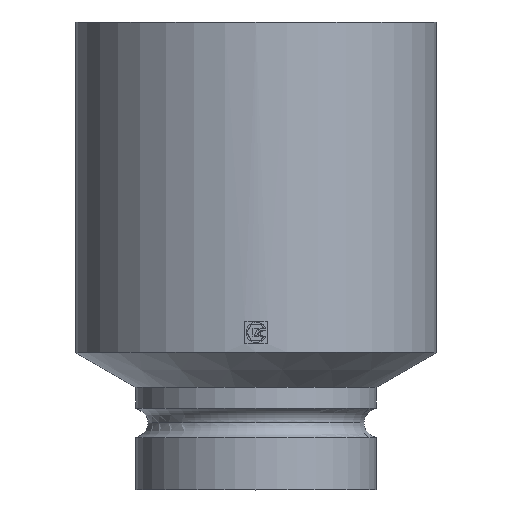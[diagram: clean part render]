
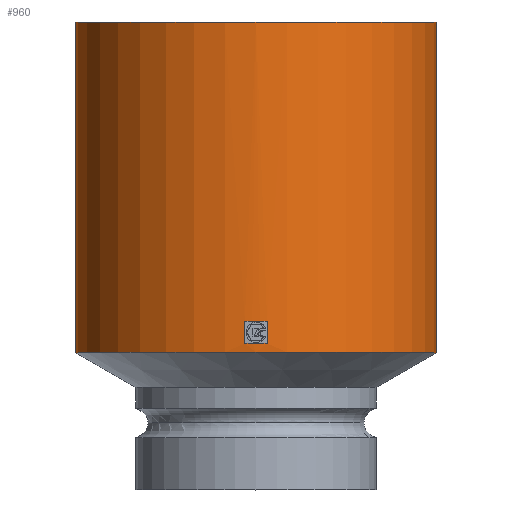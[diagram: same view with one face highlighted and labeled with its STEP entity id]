
A CAD part, top view. The second image highlights one B-rep face of the part: STEP entity #960.
In plain terms, the highlighted cylindrical face has radius 40.5 mm (diameter 81 mm), a partial arc.
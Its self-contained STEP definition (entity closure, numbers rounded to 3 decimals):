
#5 = DIRECTION ( 'NONE',  ( 0., -1., 0. ) ) ;
#14 = CARTESIAN_POINT ( 'NONE',  ( 0., 30.794, 0. ) ) ;
#68 = EDGE_CURVE ( 'NONE', #980, #723, #1601, .T. ) ;
#82 = DIRECTION ( 'NONE',  ( 0., -1., 0. ) ) ;
#122 = CARTESIAN_POINT ( 'NONE',  ( -2.498, 37.77, 40.423 ) ) ;
#138 = EDGE_LOOP ( 'NONE', ( #1153, #379, #1287, #746 ) ) ;
#253 = AXIS2_PLACEMENT_3D ( 'NONE', #1304, #82, #1145 ) ;
#268 = ORIENTED_EDGE ( 'NONE', *, *, #471, .T. ) ;
#284 = VECTOR ( 'NONE', #1534, 1000. ) ;
#307 = VERTEX_POINT ( 'NONE', #381 ) ;
#341 = DIRECTION ( 'NONE',  ( -0.062, 0., 0.998 ) ) ;
#345 = VERTEX_POINT ( 'NONE', #769 ) ;
#362 = CARTESIAN_POINT ( 'NONE',  ( 40.5, 105., 0. ) ) ;
#379 = ORIENTED_EDGE ( 'NONE', *, *, #1576, .T. ) ;
#381 = CARTESIAN_POINT ( 'NONE',  ( -2.498, 37.77, 40.423 ) ) ;
#422 = DIRECTION ( 'NONE',  ( 1., 0., 0. ) ) ;
#471 = EDGE_CURVE ( 'NONE', #345, #642, #612, .T. ) ;
#514 = LINE ( 'NONE', #1055, #1620 ) ;
#526 = CARTESIAN_POINT ( 'NONE',  ( 40.5, 30.794, 0. ) ) ;
#535 = ORIENTED_EDGE ( 'NONE', *, *, #1541, .F. ) ;
#544 = DIRECTION ( 'NONE',  ( 1., 0., 0. ) ) ;
#571 = CARTESIAN_POINT ( 'NONE',  ( 40.5, 2.042, 0. ) ) ;
#612 = CIRCLE ( 'NONE', #1356, 40.5 ) ;
#642 = VERTEX_POINT ( 'NONE', #1735 ) ;
#662 = CARTESIAN_POINT ( 'NONE',  ( 0., 32.794, 0. ) ) ;
#675 = AXIS2_PLACEMENT_3D ( 'NONE', #1748, #780, #341 ) ;
#692 = EDGE_CURVE ( 'NONE', #307, #642, #1229, .T. ) ;
#702 = DIRECTION ( 'NONE',  ( 0., -1., 0. ) ) ;
#717 = LINE ( 'NONE', #571, #284 ) ;
#723 = VERTEX_POINT ( 'NONE', #1202 ) ;
#746 = ORIENTED_EDGE ( 'NONE', *, *, #1683, .F. ) ;
#764 = CIRCLE ( 'NONE', #253, 40.5 ) ;
#769 = CARTESIAN_POINT ( 'NONE',  ( 2.498, 32.794, 40.423 ) ) ;
#775 = ORIENTED_EDGE ( 'NONE', *, *, #1111, .F. ) ;
#780 = DIRECTION ( 'NONE',  ( 0., -1., 0. ) ) ;
#823 = AXIS2_PLACEMENT_3D ( 'NONE', #14, #1524, #544 ) ;
#861 = VERTEX_POINT ( 'NONE', #1612 ) ;
#867 = CARTESIAN_POINT ( 'NONE',  ( -40.5, 105., 0. ) ) ;
#930 = CYLINDRICAL_SURFACE ( 'NONE', #1737, 40.5 ) ;
#957 = EDGE_LOOP ( 'NONE', ( #961, #535, #775, #268 ) ) ;
#960 = ADVANCED_FACE ( 'NONE', ( #1778, #1483 ), #930, .T. ) ;
#961 = ORIENTED_EDGE ( 'NONE', *, *, #692, .F. ) ;
#980 = VERTEX_POINT ( 'NONE', #526 ) ;
#982 = DIRECTION ( 'NONE',  ( 0., -1., 0. ) ) ;
#1046 = CIRCLE ( 'NONE', #675, 40.5 ) ;
#1055 = CARTESIAN_POINT ( 'NONE',  ( 2.498, 32.794, 40.423 ) ) ;
#1086 = EDGE_CURVE ( 'NONE', #1493, #1516, #764, .T. ) ;
#1087 = DIRECTION ( 'NONE',  ( -0.062, 0., 0.998 ) ) ;
#1111 = EDGE_CURVE ( 'NONE', #345, #861, #514, .T. ) ;
#1145 = DIRECTION ( 'NONE',  ( 1., 0., 0. ) ) ;
#1153 = ORIENTED_EDGE ( 'NONE', *, *, #1086, .T. ) ;
#1165 = VECTOR ( 'NONE', #5, 1000. ) ;
#1202 = CARTESIAN_POINT ( 'NONE',  ( -40.5, 30.794, 0. ) ) ;
#1229 = LINE ( 'NONE', #122, #1165 ) ;
#1287 = ORIENTED_EDGE ( 'NONE', *, *, #68, .F. ) ;
#1304 = CARTESIAN_POINT ( 'NONE',  ( 0., 105., 0. ) ) ;
#1345 = CARTESIAN_POINT ( 'NONE',  ( 0., 2.042, 0. ) ) ;
#1356 = AXIS2_PLACEMENT_3D ( 'NONE', #662, #702, #1087 ) ;
#1360 = DIRECTION ( 'NONE',  ( 0., -1., 0. ) ) ;
#1386 = LINE ( 'NONE', #1671, #1396 ) ;
#1396 = VECTOR ( 'NONE', #982, 1000. ) ;
#1483 = FACE_OUTER_BOUND ( 'NONE', #138, .T. ) ;
#1493 = VERTEX_POINT ( 'NONE', #362 ) ;
#1516 = VERTEX_POINT ( 'NONE', #867 ) ;
#1524 = DIRECTION ( 'NONE',  ( 0., -1., 0. ) ) ;
#1534 = DIRECTION ( 'NONE',  ( 0., -1., 0. ) ) ;
#1541 = EDGE_CURVE ( 'NONE', #861, #307, #1046, .T. ) ;
#1576 = EDGE_CURVE ( 'NONE', #1516, #723, #1386, .T. ) ;
#1599 = DIRECTION ( 'NONE',  ( 0., 1., 0. ) ) ;
#1601 = CIRCLE ( 'NONE', #823, 40.5 ) ;
#1612 = CARTESIAN_POINT ( 'NONE',  ( 2.498, 37.77, 40.423 ) ) ;
#1620 = VECTOR ( 'NONE', #1599, 1000. ) ;
#1671 = CARTESIAN_POINT ( 'NONE',  ( -40.5, 2.042, 0. ) ) ;
#1683 = EDGE_CURVE ( 'NONE', #1493, #980, #717, .T. ) ;
#1735 = CARTESIAN_POINT ( 'NONE',  ( -2.498, 32.794, 40.423 ) ) ;
#1737 = AXIS2_PLACEMENT_3D ( 'NONE', #1345, #1360, #422 ) ;
#1748 = CARTESIAN_POINT ( 'NONE',  ( 0., 37.77, 0. ) ) ;
#1778 = FACE_BOUND ( 'NONE', #957, .T. ) ;
